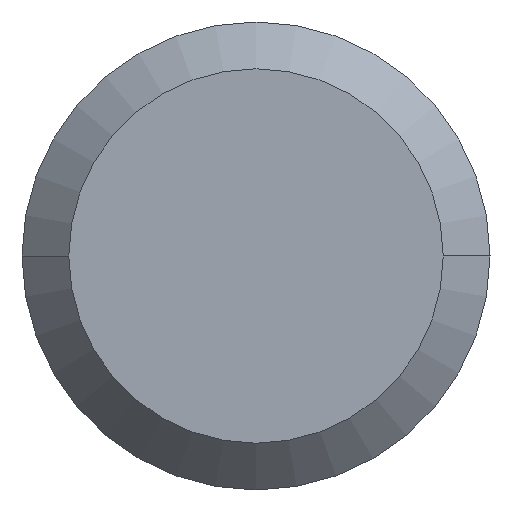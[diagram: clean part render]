
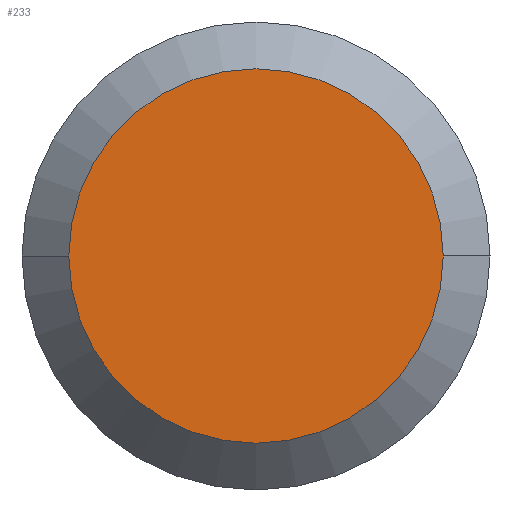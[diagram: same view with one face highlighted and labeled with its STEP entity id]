
A CAD part, left-side view. The second image highlights one B-rep face of the part: STEP entity #233.
In plain terms, the highlighted planar face has unit normal (-1, 0, 0).
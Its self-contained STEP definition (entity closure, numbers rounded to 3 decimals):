
#5 = DIRECTION ( 'NONE',  ( 1., 0., 0. ) ) ;
#7 = CIRCLE ( 'NONE', #160, 1.6 ) ;
#21 = PLANE ( 'NONE',  #245 ) ;
#90 = CARTESIAN_POINT ( 'NONE',  ( 0., -1.6, 0. ) ) ;
#135 = CARTESIAN_POINT ( 'NONE',  ( 0., 1.6, 0. ) ) ;
#138 = CARTESIAN_POINT ( 'NONE',  ( 0., 0., 0. ) ) ;
#160 = AXIS2_PLACEMENT_3D ( 'NONE', #138, #296, #394 ) ;
#179 = DIRECTION ( 'NONE',  ( -1., 0., 0. ) ) ;
#185 = VERTEX_POINT ( 'NONE', #90 ) ;
#204 = CARTESIAN_POINT ( 'NONE',  ( 0., 0., 0. ) ) ;
#213 = DIRECTION ( 'NONE',  ( 0., -1., 0. ) ) ;
#233 = ADVANCED_FACE ( 'NONE', ( #246 ), #21, .T. ) ;
#236 = DIRECTION ( 'NONE',  ( 0., 1., 0. ) ) ;
#241 = VERTEX_POINT ( 'NONE', #135 ) ;
#245 = AXIS2_PLACEMENT_3D ( 'NONE', #250, #179, #213 ) ;
#246 = FACE_OUTER_BOUND ( 'NONE', #361, .T. ) ;
#250 = CARTESIAN_POINT ( 'NONE',  ( 0., 0., 0. ) ) ;
#264 = CIRCLE ( 'NONE', #288, 1.6 ) ;
#288 = AXIS2_PLACEMENT_3D ( 'NONE', #204, #5, #236 ) ;
#296 = DIRECTION ( 'NONE',  ( 1., 0., 0. ) ) ;
#304 = ORIENTED_EDGE ( 'NONE', *, *, #387, .F. ) ;
#348 = EDGE_CURVE ( 'NONE', #241, #185, #7, .T. ) ;
#361 = EDGE_LOOP ( 'NONE', ( #401, #304 ) ) ;
#387 = EDGE_CURVE ( 'NONE', #185, #241, #264, .T. ) ;
#394 = DIRECTION ( 'NONE',  ( 0., 1., 0. ) ) ;
#401 = ORIENTED_EDGE ( 'NONE', *, *, #348, .F. ) ;
